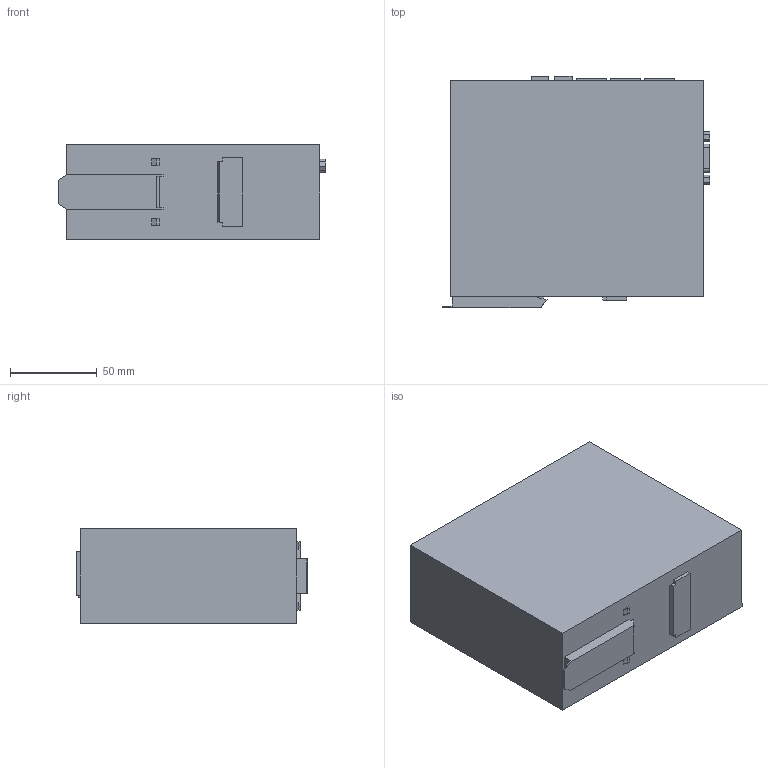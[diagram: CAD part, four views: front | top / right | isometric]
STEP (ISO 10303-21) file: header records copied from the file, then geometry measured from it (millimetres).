
FILE_DESCRIPTION(('SolidDesigner STEP Export'),'2;1');
FILE_NAME('2891060_FL_SWITCH_3006T_2FX_SM-select.stp','2013-01-14T 9:46:02',(''),(''),'Creo Elements/Direct Modeling STEP processor for AP214 (Solid Model)','Creo Elements/Direct Modeling 18.1 06-May-2012 (C) Parametric Technology GmbH','');
FILE_SCHEMA(('AUTOMOTIVE_DESIGN { 1 0 10303 214 1 1 1 1 }'));
Length unit declared in the file: millimetre
Products named in the file (2): 2891060_FL_SWITCH_3006T_2FX_SM-select
Assembly tree (1 placements, depth 2):
  2891060_FL_SWITCH_3006T_2FX_SM-select
    2891060_FL_SWITCH_3006T_2FX_SM-select
Bounding box: 154.71 x 133.47 x 54.4 mm (x, y, z)
Volume: 999874.4 mm3; surface area: 75286.7 mm2
Topology: 1 solids, 1 shells, 455 faces, 1143 edges, 762 vertices
Faces by surface type: plane 371, cylinder 82, extrusion 2
Entity records: 16076 total; most frequent: CARTESIAN_POINT 2320, ORIENTED_EDGE 2286, DIRECTION 2035, EDGE_CURVE 1143, VECTOR 977, LINE 975, VERTEX_POINT 762, AXIS2_PLACEMENT_3D 529
